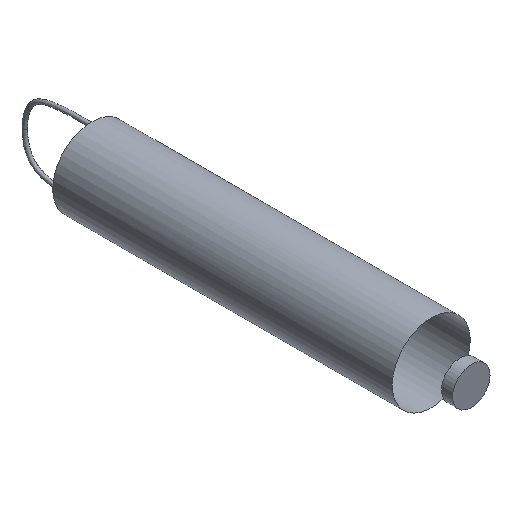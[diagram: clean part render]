
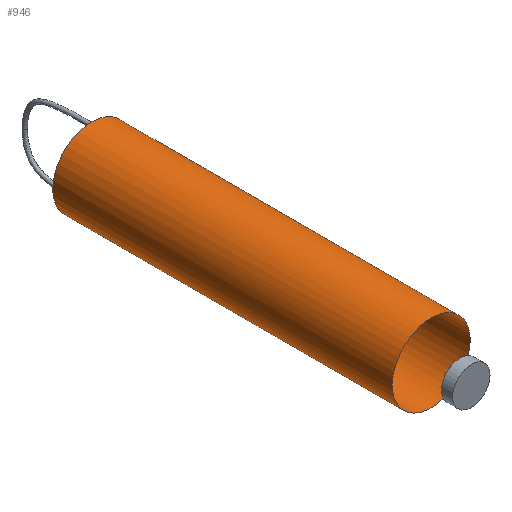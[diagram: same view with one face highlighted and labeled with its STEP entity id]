
A CAD part, isometric view. The second image highlights one B-rep face of the part: STEP entity #946.
In plain terms, the highlighted cylindrical face has radius 35.001 mm (diameter 70.002 mm), a full revolution.
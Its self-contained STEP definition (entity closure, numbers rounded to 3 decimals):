
#50=LINE('',#1763,#55);
#55=VECTOR('',#1435,35.001);
#60=CYLINDRICAL_SURFACE('',#1123,35.001);
#69=FACE_OUTER_BOUND('',#88,.T.);
#88=EDGE_LOOP('',(#737,#738,#739,#740));
#109=CIRCLE('',#979,35.001);
#253=CIRCLE('',#1124,35.001);
#258=VERTEX_POINT('',#1473);
#402=VERTEX_POINT('',#1762);
#419=EDGE_CURVE('',#258,#258,#109,.T.);
#563=EDGE_CURVE('',#258,#402,#50,.T.);
#564=EDGE_CURVE('',#402,#402,#253,.T.);
#737=ORIENTED_EDGE('',*,*,#419,.F.);
#738=ORIENTED_EDGE('',*,*,#563,.T.);
#739=ORIENTED_EDGE('',*,*,#564,.F.);
#740=ORIENTED_EDGE('',*,*,#563,.F.);
#946=ADVANCED_FACE('',(#69),#60,.T.);
#979=AXIS2_PLACEMENT_3D('',#1474,#1145,#1146);
#1123=AXIS2_PLACEMENT_3D('',#1761,#1433,#1434);
#1124=AXIS2_PLACEMENT_3D('',#1764,#1436,#1437);
#1145=DIRECTION('center_axis',(0.,-1.,0.));
#1146=DIRECTION('ref_axis',(-0.005,0.,-1.));
#1433=DIRECTION('center_axis',(0.,-1.,0.));
#1434=DIRECTION('ref_axis',(-0.005,0.,-1.));
#1435=DIRECTION('',(0.,1.,0.));
#1436=DIRECTION('center_axis',(0.,1.,0.));
#1437=DIRECTION('ref_axis',(-0.005,0.,-1.));
#1473=CARTESIAN_POINT('',(0.169,-152.5,0.));
#1474=CARTESIAN_POINT('Origin',(0.,-152.5,-35.));
#1761=CARTESIAN_POINT('Origin',(0.,152.5,-35.));
#1762=CARTESIAN_POINT('',(0.169,152.5,0.));
#1763=CARTESIAN_POINT('',(0.169,152.5,0.));
#1764=CARTESIAN_POINT('Origin',(0.,152.5,-35.));
